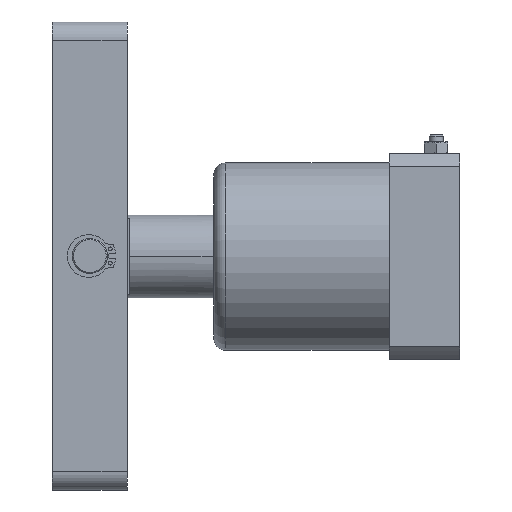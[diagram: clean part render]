
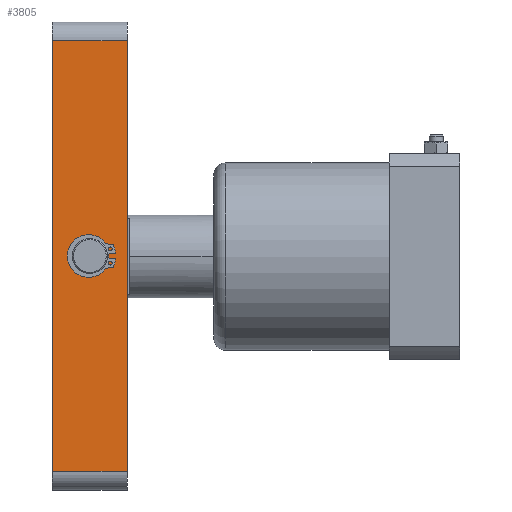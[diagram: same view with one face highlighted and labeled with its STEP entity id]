
A CAD part, left-side view. The second image highlights one B-rep face of the part: STEP entity #3805.
In plain terms, the highlighted face is planar.
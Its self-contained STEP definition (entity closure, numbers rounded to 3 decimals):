
#182 = CARTESIAN_POINT ( 'NONE',  ( 0., 32., -32. ) ) ;
#185 = PLANE ( 'NONE',  #1292 ) ;
#187 = DIRECTION ( 'NONE',  ( 0., 0., 1. ) ) ;
#188 = DIRECTION ( 'NONE',  ( 1., 0., 0. ) ) ;
#802 = ORIENTED_EDGE ( 'NONE', *, *, #1086, .T. ) ;
#803 = ORIENTED_EDGE ( 'NONE', *, *, #1123, .T. ) ;
#804 = ORIENTED_EDGE ( 'NONE', *, *, #1098, .F. ) ;
#805 = ORIENTED_EDGE ( 'NONE', *, *, #1124, .T. ) ;
#806 = ORIENTED_EDGE ( 'NONE', *, *, #1112, .T. ) ;
#807 = ORIENTED_EDGE ( 'NONE', *, *, #1125, .T. ) ;
#1086 = EDGE_CURVE ( 'NONE', #5814, #5823, #7114, .T. ) ;
#1098 = EDGE_CURVE ( 'NONE', #5824, #5827, #7135, .T. ) ;
#1112 = EDGE_CURVE ( 'NONE', #1464, #1471, #7156, .T. ) ;
#1123 = EDGE_CURVE ( 'NONE', #5823, #5814, #7173, .T. ) ;
#1124 = EDGE_CURVE ( 'NONE', #5824, #1464, #7175, .T. ) ;
#1125 = EDGE_CURVE ( 'NONE', #1471, #5827, #7176, .T. ) ;
#1208 = AXIS2_PLACEMENT_3D ( 'NONE', #2553, #2551, #2549 ) ;
#1224 = AXIS2_PLACEMENT_3D ( 'NONE', #1860, #1859, #1858 ) ;
#1292 = AXIS2_PLACEMENT_3D ( 'NONE', #182, #187, #188 ) ;
#1391 = EDGE_LOOP ( 'NONE', ( #802, #803 ) ) ;
#1404 = EDGE_LOOP ( 'NONE', ( #804, #805, #806, #807 ) ) ;
#1464 = VERTEX_POINT ( 'NONE', #1770 ) ;
#1471 = VERTEX_POINT ( 'NONE', #1762 ) ;
#1762 = CARTESIAN_POINT ( 'NONE',  ( 8., 0., -32. ) ) ;
#1770 = CARTESIAN_POINT ( 'NONE',  ( 192., 0., -32. ) ) ;
#1856 = DIRECTION ( 'NONE',  ( 0., 1., 0. ) ) ;
#1857 = CARTESIAN_POINT ( 'NONE',  ( 8., 32., -32. ) ) ;
#1858 = DIRECTION ( 'NONE',  ( 1., 0., 0. ) ) ;
#1859 = DIRECTION ( 'NONE',  ( 0., 0., 1. ) ) ;
#1860 = CARTESIAN_POINT ( 'NONE',  ( 100., 16., -32. ) ) ;
#1876 = DIRECTION ( 'NONE',  ( 0., -1., 0. ) ) ;
#1877 = CARTESIAN_POINT ( 'NONE',  ( 192., 32., -32. ) ) ;
#1890 = DIRECTION ( 'NONE',  ( -1., 0., 0. ) ) ;
#1896 = CARTESIAN_POINT ( 'NONE',  ( 0., 32., -32. ) ) ;
#1904 = CARTESIAN_POINT ( 'NONE',  ( 0., 0., -32. ) ) ;
#1908 = DIRECTION ( 'NONE',  ( -1., 0., 0. ) ) ;
#2549 = DIRECTION ( 'NONE',  ( 1., 0., 0. ) ) ;
#2551 = DIRECTION ( 'NONE',  ( 0., 0., 1. ) ) ;
#2553 = CARTESIAN_POINT ( 'NONE',  ( 100., 16., -32. ) ) ;
#3805 = ADVANCED_FACE ( 'NONE', ( #7308, #7320 ), #185, .F. ) ;
#5350 = CARTESIAN_POINT ( 'NONE',  ( 92., 16., -32. ) ) ;
#5367 = CARTESIAN_POINT ( 'NONE',  ( 108., 16., -32. ) ) ;
#5368 = CARTESIAN_POINT ( 'NONE',  ( 192., 32., -32. ) ) ;
#5371 = CARTESIAN_POINT ( 'NONE',  ( 8., 32., -32. ) ) ;
#5814 = VERTEX_POINT ( 'NONE', #5350 ) ;
#5823 = VERTEX_POINT ( 'NONE', #5367 ) ;
#5824 = VERTEX_POINT ( 'NONE', #5368 ) ;
#5827 = VERTEX_POINT ( 'NONE', #5371 ) ;
#7114 = CIRCLE ( 'NONE', #1208, 8. ) ;
#7135 = LINE ( 'NONE', #1896, #7137 ) ;
#7137 = VECTOR ( 'NONE', #1890, 1000. ) ;
#7156 = LINE ( 'NONE', #1904, #7158 ) ;
#7158 = VECTOR ( 'NONE', #1908, 1000. ) ;
#7173 = CIRCLE ( 'NONE', #1224, 8. ) ;
#7175 = LINE ( 'NONE', #1877, #7177 ) ;
#7176 = LINE ( 'NONE', #1857, #7179 ) ;
#7177 = VECTOR ( 'NONE', #1876, 1000. ) ;
#7179 = VECTOR ( 'NONE', #1856, 1000. ) ;
#7308 = FACE_BOUND ( 'NONE', #1391, .T. ) ;
#7320 = FACE_OUTER_BOUND ( 'NONE', #1404, .T. ) ;
